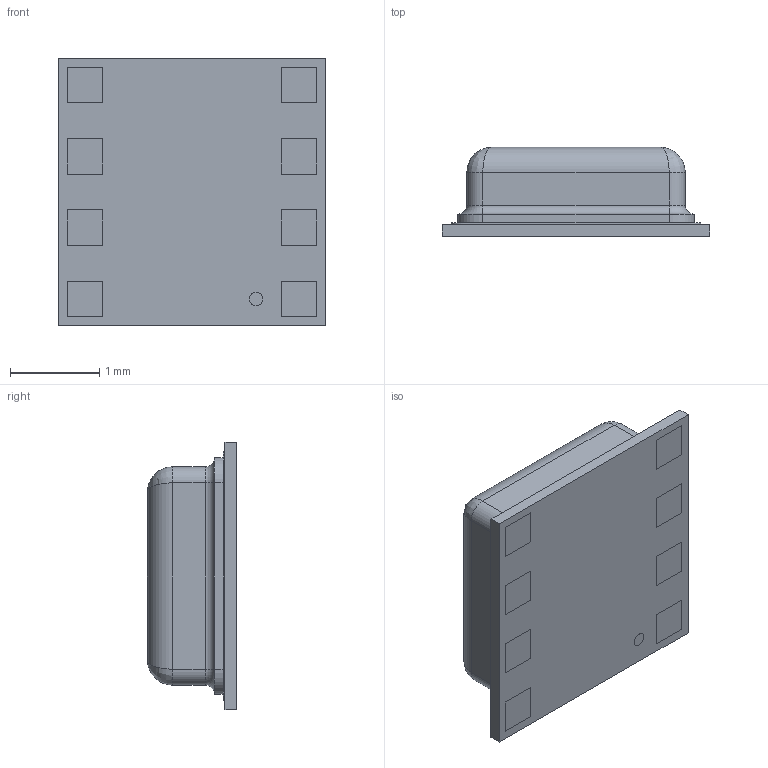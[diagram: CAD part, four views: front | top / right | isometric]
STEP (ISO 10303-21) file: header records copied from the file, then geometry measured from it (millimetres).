
FILE_DESCRIPTION (( 'STEP AP214' ), '1' );
FILE_NAME ('BME688.STEP', '2021-10-16T16:38:33', ( '' ), ( '' ), 'SwSTEP 2.0', 'SolidWorks 2017', '' );
FILE_SCHEMA (( 'AUTOMOTIVE_DESIGN' ));
Length unit declared in the file: millimetre
Products named in the file (1): BME688
Bounding box: 3 x 1 x 3 mm (x, y, z)
Volume: 2.4 mm3; surface area: 51.4 mm2
Topology: 11 solids, 11 shells, 179 faces, 390 edges, 236 vertices
Faces by surface type: plane 121, cylinder 42, bspline 8, torus 8
Entity records: 4996 total; most frequent: CARTESIAN_POINT 1030, DIRECTION 778, ORIENTED_EDGE 764, EDGE_CURVE 382, LINE 298, VECTOR 298, AXIS2_PLACEMENT_3D 240, VERTEX_POINT 236
